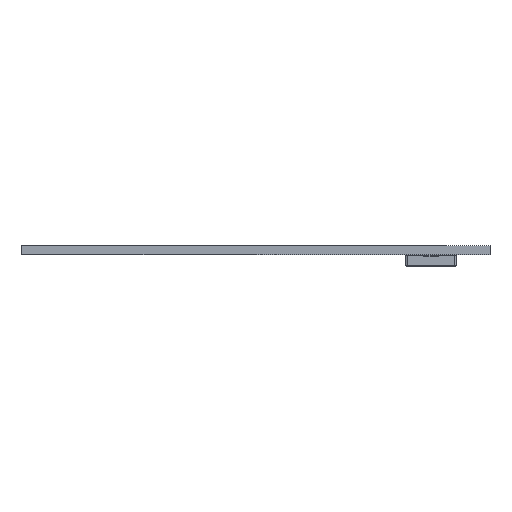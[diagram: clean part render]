
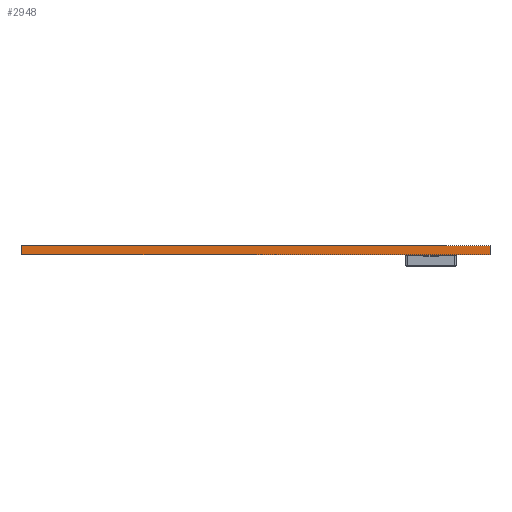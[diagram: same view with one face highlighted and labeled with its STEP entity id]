
A CAD part, left-side view. The second image highlights one B-rep face of the part: STEP entity #2948.
In plain terms, the highlighted planar face has unit normal (-1, 0, 0).
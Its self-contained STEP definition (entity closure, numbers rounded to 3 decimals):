
#2948 = ADVANCED_FACE('',(#2949),#2963,.T.);
#2949 = FACE_BOUND('',#2950,.T.);
#2950 = EDGE_LOOP('',(#2951,#2986,#3014,#3042));
#2951 = ORIENTED_EDGE('',*,*,#2952,.T.);
#2952 = EDGE_CURVE('',#2953,#2955,#2957,.T.);
#2953 = VERTEX_POINT('',#2954);
#2954 = CARTESIAN_POINT('',(39.06,-115.91,0.));
#2955 = VERTEX_POINT('',#2956);
#2956 = CARTESIAN_POINT('',(39.06,-115.91,1.6));
#2957 = SURFACE_CURVE('',#2958,(#2962,#2974),.PCURVE_S1.);
#2958 = LINE('',#2959,#2960);
#2959 = CARTESIAN_POINT('',(39.06,-115.91,0.));
#2960 = VECTOR('',#2961,1.);
#2961 = DIRECTION('',(0.,0.,1.));
#2962 = PCURVE('',#2963,#2968);
#2963 = PLANE('',#2964);
#2964 = AXIS2_PLACEMENT_3D('',#2965,#2966,#2967);
#2965 = CARTESIAN_POINT('',(39.06,-115.91,0.));
#2966 = DIRECTION('',(-1.,0.,0.));
#2967 = DIRECTION('',(0.,1.,0.));
#2968 = DEFINITIONAL_REPRESENTATION('',(#2969),#2973);
#2969 = LINE('',#2970,#2971);
#2970 = CARTESIAN_POINT('',(0.,0.));
#2971 = VECTOR('',#2972,1.);
#2972 = DIRECTION('',(0.,-1.));
#2973 = ( GEOMETRIC_REPRESENTATION_CONTEXT(2) 
PARAMETRIC_REPRESENTATION_CONTEXT() REPRESENTATION_CONTEXT('2D SPACE',''
  ) );
#2974 = PCURVE('',#2975,#2980);
#2975 = PLANE('',#2976);
#2976 = AXIS2_PLACEMENT_3D('',#2977,#2978,#2979);
#2977 = CARTESIAN_POINT('',(137.06,-115.91,0.));
#2978 = DIRECTION('',(0.,-1.,0.));
#2979 = DIRECTION('',(-1.,0.,0.));
#2980 = DEFINITIONAL_REPRESENTATION('',(#2981),#2985);
#2981 = LINE('',#2982,#2983);
#2982 = CARTESIAN_POINT('',(98.,0.));
#2983 = VECTOR('',#2984,1.);
#2984 = DIRECTION('',(0.,-1.));
#2985 = ( GEOMETRIC_REPRESENTATION_CONTEXT(2) 
PARAMETRIC_REPRESENTATION_CONTEXT() REPRESENTATION_CONTEXT('2D SPACE',''
  ) );
#2986 = ORIENTED_EDGE('',*,*,#2987,.T.);
#2987 = EDGE_CURVE('',#2955,#2988,#2990,.T.);
#2988 = VERTEX_POINT('',#2989);
#2989 = CARTESIAN_POINT('',(39.06,-33.31,1.6));
#2990 = SURFACE_CURVE('',#2991,(#2995,#3002),.PCURVE_S1.);
#2991 = LINE('',#2992,#2993);
#2992 = CARTESIAN_POINT('',(39.06,-115.91,1.6));
#2993 = VECTOR('',#2994,1.);
#2994 = DIRECTION('',(0.,1.,0.));
#2995 = PCURVE('',#2963,#2996);
#2996 = DEFINITIONAL_REPRESENTATION('',(#2997),#3001);
#2997 = LINE('',#2998,#2999);
#2998 = CARTESIAN_POINT('',(0.,-1.6));
#2999 = VECTOR('',#3000,1.);
#3000 = DIRECTION('',(1.,0.));
#3001 = ( GEOMETRIC_REPRESENTATION_CONTEXT(2) 
PARAMETRIC_REPRESENTATION_CONTEXT() REPRESENTATION_CONTEXT('2D SPACE',''
  ) );
#3002 = PCURVE('',#3003,#3008);
#3003 = PLANE('',#3004);
#3004 = AXIS2_PLACEMENT_3D('',#3005,#3006,#3007);
#3005 = CARTESIAN_POINT('',(88.06,-74.61,1.6));
#3006 = DIRECTION('',(0.,0.,-1.));
#3007 = DIRECTION('',(-1.,0.,0.));
#3008 = DEFINITIONAL_REPRESENTATION('',(#3009),#3013);
#3009 = LINE('',#3010,#3011);
#3010 = CARTESIAN_POINT('',(49.,-41.3));
#3011 = VECTOR('',#3012,1.);
#3012 = DIRECTION('',(0.,1.));
#3013 = ( GEOMETRIC_REPRESENTATION_CONTEXT(2) 
PARAMETRIC_REPRESENTATION_CONTEXT() REPRESENTATION_CONTEXT('2D SPACE',''
  ) );
#3014 = ORIENTED_EDGE('',*,*,#3015,.F.);
#3015 = EDGE_CURVE('',#3016,#2988,#3018,.T.);
#3016 = VERTEX_POINT('',#3017);
#3017 = CARTESIAN_POINT('',(39.06,-33.31,0.));
#3018 = SURFACE_CURVE('',#3019,(#3023,#3030),.PCURVE_S1.);
#3019 = LINE('',#3020,#3021);
#3020 = CARTESIAN_POINT('',(39.06,-33.31,0.));
#3021 = VECTOR('',#3022,1.);
#3022 = DIRECTION('',(0.,0.,1.));
#3023 = PCURVE('',#2963,#3024);
#3024 = DEFINITIONAL_REPRESENTATION('',(#3025),#3029);
#3025 = LINE('',#3026,#3027);
#3026 = CARTESIAN_POINT('',(82.6,0.));
#3027 = VECTOR('',#3028,1.);
#3028 = DIRECTION('',(0.,-1.));
#3029 = ( GEOMETRIC_REPRESENTATION_CONTEXT(2) 
PARAMETRIC_REPRESENTATION_CONTEXT() REPRESENTATION_CONTEXT('2D SPACE',''
  ) );
#3030 = PCURVE('',#3031,#3036);
#3031 = PLANE('',#3032);
#3032 = AXIS2_PLACEMENT_3D('',#3033,#3034,#3035);
#3033 = CARTESIAN_POINT('',(39.06,-33.31,0.));
#3034 = DIRECTION('',(0.,1.,0.));
#3035 = DIRECTION('',(1.,0.,0.));
#3036 = DEFINITIONAL_REPRESENTATION('',(#3037),#3041);
#3037 = LINE('',#3038,#3039);
#3038 = CARTESIAN_POINT('',(0.,0.));
#3039 = VECTOR('',#3040,1.);
#3040 = DIRECTION('',(0.,-1.));
#3041 = ( GEOMETRIC_REPRESENTATION_CONTEXT(2) 
PARAMETRIC_REPRESENTATION_CONTEXT() REPRESENTATION_CONTEXT('2D SPACE',''
  ) );
#3042 = ORIENTED_EDGE('',*,*,#3043,.F.);
#3043 = EDGE_CURVE('',#2953,#3016,#3044,.T.);
#3044 = SURFACE_CURVE('',#3045,(#3049,#3056),.PCURVE_S1.);
#3045 = LINE('',#3046,#3047);
#3046 = CARTESIAN_POINT('',(39.06,-115.91,0.));
#3047 = VECTOR('',#3048,1.);
#3048 = DIRECTION('',(0.,1.,0.));
#3049 = PCURVE('',#2963,#3050);
#3050 = DEFINITIONAL_REPRESENTATION('',(#3051),#3055);
#3051 = LINE('',#3052,#3053);
#3052 = CARTESIAN_POINT('',(0.,0.));
#3053 = VECTOR('',#3054,1.);
#3054 = DIRECTION('',(1.,0.));
#3055 = ( GEOMETRIC_REPRESENTATION_CONTEXT(2) 
PARAMETRIC_REPRESENTATION_CONTEXT() REPRESENTATION_CONTEXT('2D SPACE',''
  ) );
#3056 = PCURVE('',#3057,#3062);
#3057 = PLANE('',#3058);
#3058 = AXIS2_PLACEMENT_3D('',#3059,#3060,#3061);
#3059 = CARTESIAN_POINT('',(88.06,-74.61,0.));
#3060 = DIRECTION('',(0.,0.,-1.));
#3061 = DIRECTION('',(-1.,0.,0.));
#3062 = DEFINITIONAL_REPRESENTATION('',(#3063),#3067);
#3063 = LINE('',#3064,#3065);
#3064 = CARTESIAN_POINT('',(49.,-41.3));
#3065 = VECTOR('',#3066,1.);
#3066 = DIRECTION('',(0.,1.));
#3067 = ( GEOMETRIC_REPRESENTATION_CONTEXT(2) 
PARAMETRIC_REPRESENTATION_CONTEXT() REPRESENTATION_CONTEXT('2D SPACE',''
  ) );
